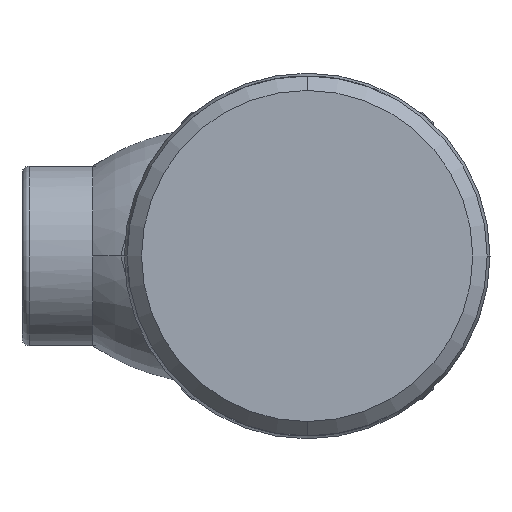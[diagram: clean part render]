
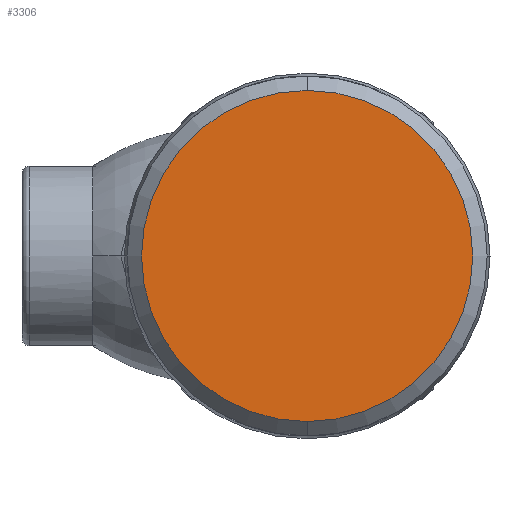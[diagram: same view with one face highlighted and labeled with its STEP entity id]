
A CAD part, left-side view. The second image highlights one B-rep face of the part: STEP entity #3306.
In plain terms, the highlighted planar face has unit normal (-1, 0, 0).
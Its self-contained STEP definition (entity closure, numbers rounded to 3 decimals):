
#106 = DIRECTION ( 'NONE',  ( 0., 0., 1. ) ) ;
#121 = AXIS2_PLACEMENT_3D ( 'NONE', #3334, #1778, #164 ) ;
#125 = EDGE_LOOP ( 'NONE', ( #275, #593 ) ) ;
#144 = VERTEX_POINT ( 'NONE', #365 ) ;
#164 = DIRECTION ( 'NONE',  ( 0., 0., 1. ) ) ;
#178 = PLANE ( 'NONE',  #756 ) ;
#228 = EDGE_CURVE ( 'NONE', #144, #3324, #2168, .T. ) ;
#275 = ORIENTED_EDGE ( 'NONE', *, *, #228, .T. ) ;
#349 = FACE_OUTER_BOUND ( 'NONE', #125, .T. ) ;
#365 = CARTESIAN_POINT ( 'NONE',  ( 0., 0., 23. ) ) ;
#375 = EDGE_CURVE ( 'NONE', #3324, #144, #1232, .T. ) ;
#593 = ORIENTED_EDGE ( 'NONE', *, *, #375, .T. ) ;
#756 = AXIS2_PLACEMENT_3D ( 'NONE', #2830, #2579, #1005 ) ;
#993 = CARTESIAN_POINT ( 'NONE',  ( 0., 0., -23. ) ) ;
#1005 = DIRECTION ( 'NONE',  ( 0., 0., 1. ) ) ;
#1232 = CIRCLE ( 'NONE', #2446, 23. ) ;
#1722 = DIRECTION ( 'NONE',  ( -1., 0., 0. ) ) ;
#1778 = DIRECTION ( 'NONE',  ( -1., 0., 0. ) ) ;
#2168 = CIRCLE ( 'NONE', #121, 23. ) ;
#2446 = AXIS2_PLACEMENT_3D ( 'NONE', #3276, #1722, #106 ) ;
#2579 = DIRECTION ( 'NONE',  ( 1., 0., 0. ) ) ;
#2830 = CARTESIAN_POINT ( 'NONE',  ( 0., 0., 0. ) ) ;
#3276 = CARTESIAN_POINT ( 'NONE',  ( 0., 0., 0. ) ) ;
#3306 = ADVANCED_FACE ( 'NONE', ( #349 ), #178, .F. ) ;
#3324 = VERTEX_POINT ( 'NONE', #993 ) ;
#3334 = CARTESIAN_POINT ( 'NONE',  ( 0., 0., 0. ) ) ;
